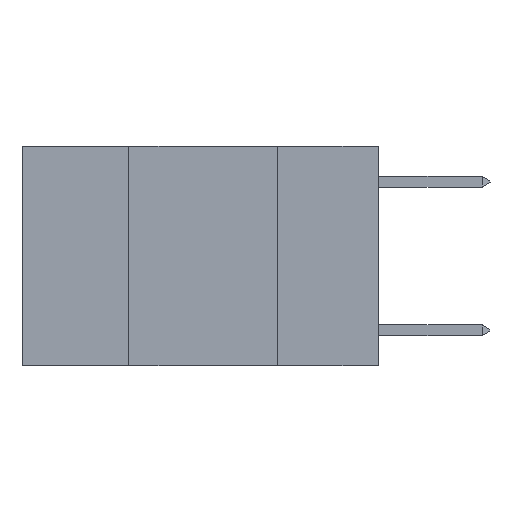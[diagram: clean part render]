
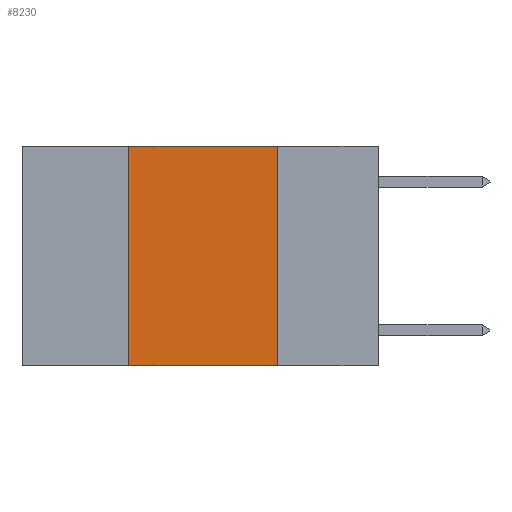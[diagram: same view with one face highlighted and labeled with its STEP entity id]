
A CAD part, left-side view. The second image highlights one B-rep face of the part: STEP entity #8230.
In plain terms, the highlighted planar face has unit normal (-1, 0, 0).
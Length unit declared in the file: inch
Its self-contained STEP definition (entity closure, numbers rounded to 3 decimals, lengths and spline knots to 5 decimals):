
#268 = CARTESIAN_POINT ( 'NONE',  ( 0., 0.42, 0. ) ) ;
#563 = CARTESIAN_POINT ( 'NONE',  ( 0., 0.6, 0. ) ) ;
#774 = CARTESIAN_POINT ( 'NONE',  ( 0., 0.17, 0. ) ) ;
#1577 = FACE_OUTER_BOUND ( 'NONE', #7463, .T. ) ;
#1599 = DIRECTION ( 'NONE',  ( 1., 0., 0. ) ) ;
#1767 = ORIENTED_EDGE ( 'NONE', *, *, #7475, .F. ) ;
#2187 = LINE ( 'NONE', #774, #6490 ) ;
#2769 = DIRECTION ( 'NONE',  ( 0., 0., -1. ) ) ;
#2780 = VERTEX_POINT ( 'NONE', #5167 ) ;
#4215 = VECTOR ( 'NONE', #10188, 39.37008 ) ;
#4814 = CARTESIAN_POINT ( 'NONE',  ( 0., 0.6, -0.37 ) ) ;
#5167 = CARTESIAN_POINT ( 'NONE',  ( 0., 0.17, 0. ) ) ;
#5713 = LINE ( 'NONE', #8286, #7643 ) ;
#5799 = CARTESIAN_POINT ( 'NONE',  ( 0., 0.17, -0.37 ) ) ;
#5993 = PLANE ( 'NONE',  #10425 ) ;
#6153 = ORIENTED_EDGE ( 'NONE', *, *, #8969, .T. ) ;
#6210 = CARTESIAN_POINT ( 'NONE',  ( 0., 0.42, 0. ) ) ;
#6490 = VECTOR ( 'NONE', #2769, 39.37008 ) ;
#7463 = EDGE_LOOP ( 'NONE', ( #8411, #1767, #9927, #6153 ) ) ;
#7475 = EDGE_CURVE ( 'NONE', #9702, #2780, #5713, .T. ) ;
#7627 = DIRECTION ( 'NONE',  ( 0., 0., -1. ) ) ;
#7643 = VECTOR ( 'NONE', #9114, 39.37008 ) ;
#7715 = VECTOR ( 'NONE', #9718, 39.37008 ) ;
#8111 = VERTEX_POINT ( 'NONE', #5799 ) ;
#8230 = ADVANCED_FACE ( 'NONE', ( #1577 ), #5993, .F. ) ;
#8286 = CARTESIAN_POINT ( 'NONE',  ( 0., 0.6, 0. ) ) ;
#8411 = ORIENTED_EDGE ( 'NONE', *, *, #8823, .F. ) ;
#8636 = LINE ( 'NONE', #6210, #4215 ) ;
#8823 = EDGE_CURVE ( 'NONE', #2780, #8111, #2187, .T. ) ;
#8836 = EDGE_CURVE ( 'NONE', #10446, #9702, #8636, .T. ) ;
#8969 = EDGE_CURVE ( 'NONE', #10446, #8111, #9763, .T. ) ;
#9114 = DIRECTION ( 'NONE',  ( 0., -1., 0. ) ) ;
#9702 = VERTEX_POINT ( 'NONE', #268 ) ;
#9718 = DIRECTION ( 'NONE',  ( 0., -1., 0. ) ) ;
#9763 = LINE ( 'NONE', #4814, #7715 ) ;
#9912 = CARTESIAN_POINT ( 'NONE',  ( 0., 0.42, -0.37 ) ) ;
#9927 = ORIENTED_EDGE ( 'NONE', *, *, #8836, .F. ) ;
#10188 = DIRECTION ( 'NONE',  ( 0., 0., 1. ) ) ;
#10425 = AXIS2_PLACEMENT_3D ( 'NONE', #563, #1599, #7627 ) ;
#10446 = VERTEX_POINT ( 'NONE', #9912 ) ;
